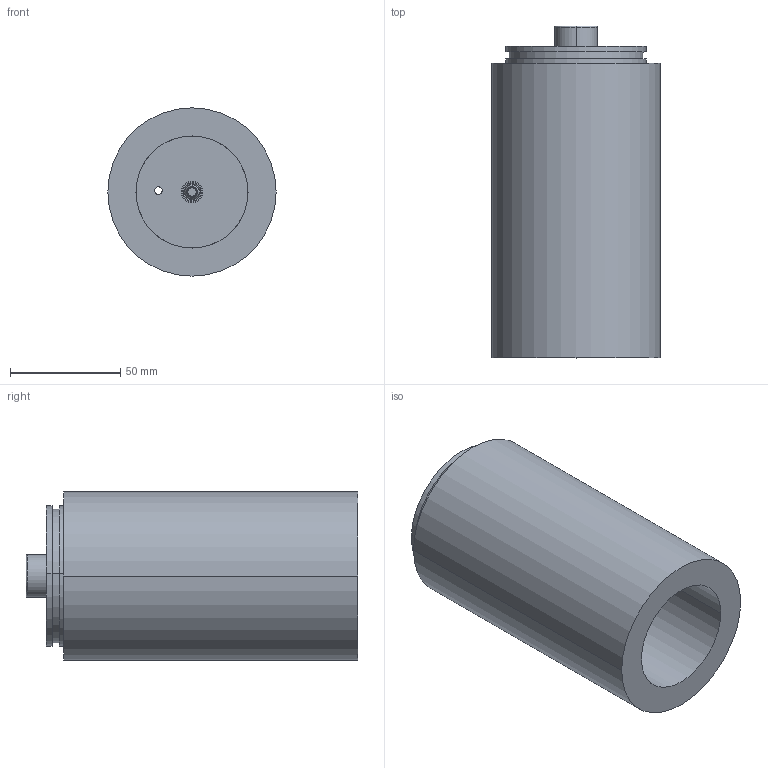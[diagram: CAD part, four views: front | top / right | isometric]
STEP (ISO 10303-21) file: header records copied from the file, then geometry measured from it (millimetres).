
FILE_DESCRIPTION (( 'STEP AP214' ), '1' );
FILE_NAME ('ThurstChamberv1.STEP', '2025-05-20T21:59:24', ( '' ), ( '' ), 'SwSTEP 2.0', 'SolidWorks 2024', '' );
FILE_SCHEMA (( 'AUTOMOTIVE_DESIGN' ));
Length unit declared in the file: inch
Products named in the file (7): ThurstChamberv1; INJC-SwirlInner; CMBR-200DI-250B-525L Combustion Chamber, Mojave Sphinx; INJC-Assembly; INJC-SwirlInner-Cover; INJC-SwirlOuter; INJC-2X8NPT-38NPT-250T20-2XO230-GENERIC Injector, Generic Orifice Pattern, Mojave Sphinx
Assembly tree (6 placements, depth 3):
  ThurstChamberv1
    CMBR-200DI-250B-525L Combustion Chamber, Mojave Sphinx
    INJC-Assembly
      INJC-2X8NPT-38NPT-250T20-2XO230-GENERIC Injector, Generic Orifice Pattern, Mojave Sphinx
      INJC-SwirlOuter
      INJC-SwirlInner
      INJC-SwirlInner-Cover
Bounding box: 76.2 x 150.3 x 76.2 mm (x, y, z)
Volume: 387750 mm3; surface area: 85623.9 mm2
Topology: 5 solids, 5 shells, 216 faces, 503 edges, 301 vertices
Faces by surface type: cylinder 97, cone 47, torus 40, plane 32
Entity records: 7252 total; most frequent: CARTESIAN_POINT 2010, DIRECTION 1133, ORIENTED_EDGE 986, EDGE_CURVE 493, AXIS2_PLACEMENT_3D 486, VERTEX_POINT 301, EDGE_LOOP 268, CIRCLE 260
